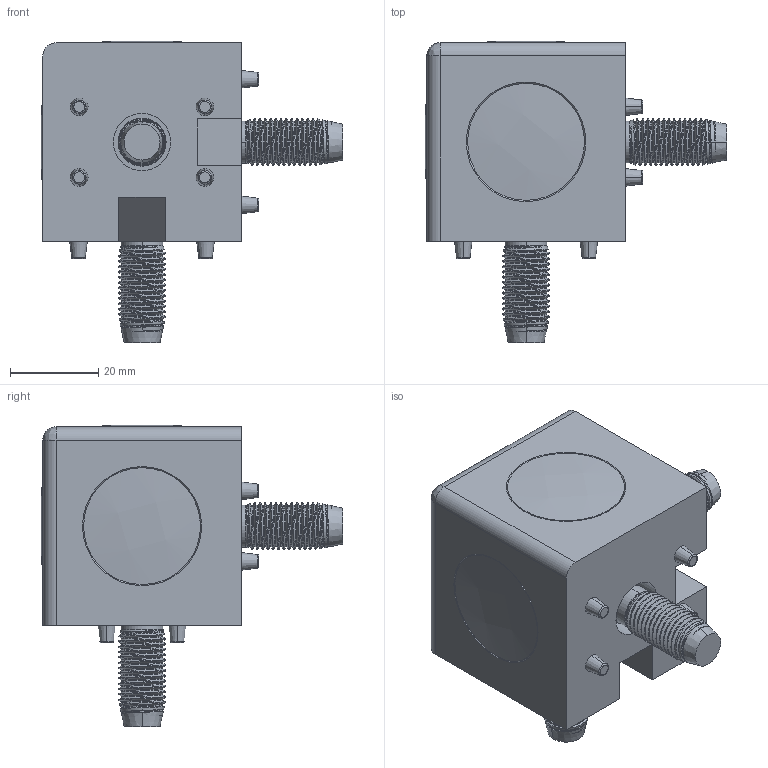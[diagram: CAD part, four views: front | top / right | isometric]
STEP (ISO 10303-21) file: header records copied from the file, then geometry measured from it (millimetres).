
FILE_DESCRIPTION (( 'STEP AP203' ), '1' );
FILE_NAME ('093WW454N10S.STEP', '2014-02-12T14:22:58', ( 'Fath' ), ( 'Hewlett-Packard Company' ), 'SwSTEP 2.0', 'SolidWorks 2014', '' );
FILE_SCHEMA (( 'CONFIG_CONTROL_DESIGN' ));
Length unit declared in the file: millimetre
Products named in the file (1): 093WW454N10S
Bounding box: 68.34 x 68.34 x 68.36 mm (x, y, z)
Volume: 69813.3 mm3; surface area: 28508.2 mm2
Topology: 7 solids, 7 shells, 659 faces, 1823 edges, 1198 vertices
Faces by surface type: plane 231, cylinder 189, cone 140, bspline 99
Entity records: 35051 total; most frequent: CARTESIAN_POINT 19495, ORIENTED_EDGE 3646, DIRECTION 2850, EDGE_CURVE 1823, VERTEX_POINT 1198, AXIS2_PLACEMENT_3D 1094, EDGE_LOOP 689, VECTOR 662
